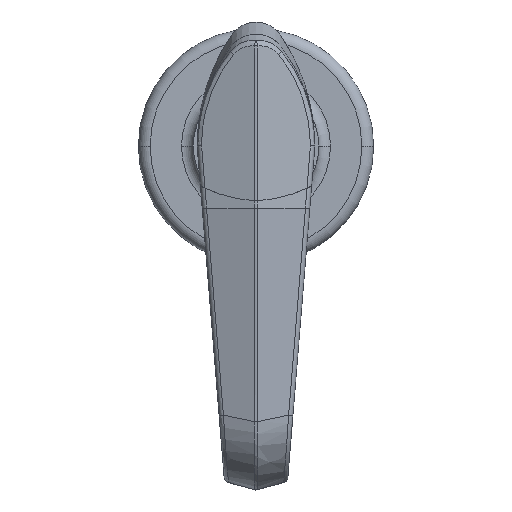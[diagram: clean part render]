
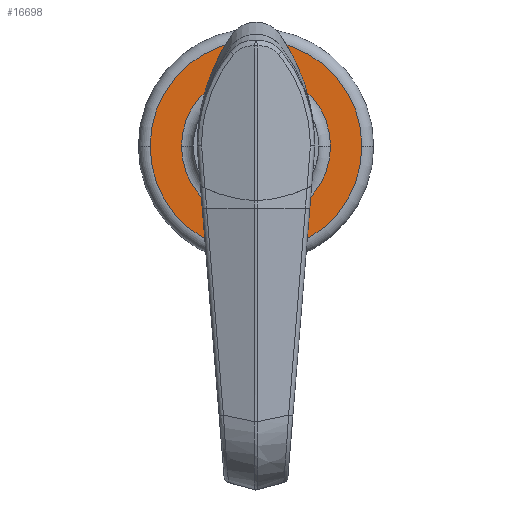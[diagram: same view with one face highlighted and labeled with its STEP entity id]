
A CAD part, top view. The second image highlights one B-rep face of the part: STEP entity #16698.
In plain terms, the highlighted planar face has unit normal (0, 0, 1).
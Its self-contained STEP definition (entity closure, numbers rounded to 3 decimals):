
#13 = FACE_BOUND ( 'NONE', #10764, .T. ) ;
#292 = CARTESIAN_POINT ( 'NONE',  ( -19., 0., 0. ) ) ;
#616 = DIRECTION ( 'NONE',  ( 0., 0., -1. ) ) ;
#1190 = VERTEX_POINT ( 'NONE', #10222 ) ;
#1316 = AXIS2_PLACEMENT_3D ( 'NONE', #6757, #5254, #10891 ) ;
#1532 = DIRECTION ( 'NONE',  ( -1., 0., 0. ) ) ;
#1629 = ORIENTED_EDGE ( 'NONE', *, *, #8803, .T. ) ;
#2370 = CARTESIAN_POINT ( 'NONE',  ( 19., 0., 0. ) ) ;
#2478 = DIRECTION ( 'NONE',  ( -1., 0., 0. ) ) ;
#2537 = VERTEX_POINT ( 'NONE', #6102 ) ;
#2550 = DIRECTION ( 'NONE',  ( -1., 0., 0. ) ) ;
#2683 = ORIENTED_EDGE ( 'NONE', *, *, #3015, .T. ) ;
#3015 = EDGE_CURVE ( 'NONE', #4113, #6489, #4966, .T. ) ;
#3206 = DIRECTION ( 'NONE',  ( -1., 0., 0. ) ) ;
#3724 = CARTESIAN_POINT ( 'NONE',  ( 0., 0., 0. ) ) ;
#4113 = VERTEX_POINT ( 'NONE', #2370 ) ;
#4184 = EDGE_CURVE ( 'NONE', #2537, #1190, #11447, .T. ) ;
#4585 = EDGE_CURVE ( 'NONE', #6489, #4113, #10130, .T. ) ;
#4966 = CIRCLE ( 'NONE', #9174, 19. ) ;
#5254 = DIRECTION ( 'NONE',  ( 0., 0., 1. ) ) ;
#5298 = DIRECTION ( 'NONE',  ( 0., 0., -1. ) ) ;
#5622 = CARTESIAN_POINT ( 'NONE',  ( 0., 0., 0. ) ) ;
#5943 = AXIS2_PLACEMENT_3D ( 'NONE', #3724, #13371, #2478 ) ;
#6102 = CARTESIAN_POINT ( 'NONE',  ( -27., 0., 0. ) ) ;
#6489 = VERTEX_POINT ( 'NONE', #292 ) ;
#6757 = CARTESIAN_POINT ( 'NONE',  ( 0., 0., 0. ) ) ;
#8803 = EDGE_CURVE ( 'NONE', #1190, #2537, #10143, .T. ) ;
#9174 = AXIS2_PLACEMENT_3D ( 'NONE', #10817, #5298, #2550 ) ;
#10130 = CIRCLE ( 'NONE', #5943, 19. ) ;
#10143 = CIRCLE ( 'NONE', #16562, 27. ) ;
#10222 = CARTESIAN_POINT ( 'NONE',  ( 27., 0., 0. ) ) ;
#10572 = ORIENTED_EDGE ( 'NONE', *, *, #4184, .T. ) ;
#10764 = EDGE_LOOP ( 'NONE', ( #14818, #2683 ) ) ;
#10817 = CARTESIAN_POINT ( 'NONE',  ( 0., 0., 0. ) ) ;
#10891 = DIRECTION ( 'NONE',  ( -1., 0., 0. ) ) ;
#11205 = DIRECTION ( 'NONE',  ( 0., 0., 1. ) ) ;
#11447 = CIRCLE ( 'NONE', #1316, 27. ) ;
#13371 = DIRECTION ( 'NONE',  ( 0., 0., -1. ) ) ;
#13694 = AXIS2_PLACEMENT_3D ( 'NONE', #14317, #616, #3206 ) ;
#14317 = CARTESIAN_POINT ( 'NONE',  ( 0., 16., 0. ) ) ;
#14378 = PLANE ( 'NONE',  #13694 ) ;
#14538 = EDGE_LOOP ( 'NONE', ( #10572, #1629 ) ) ;
#14818 = ORIENTED_EDGE ( 'NONE', *, *, #4585, .T. ) ;
#15471 = FACE_OUTER_BOUND ( 'NONE', #14538, .T. ) ;
#16562 = AXIS2_PLACEMENT_3D ( 'NONE', #5622, #11205, #1532 ) ;
#16698 = ADVANCED_FACE ( 'NONE', ( #13, #15471 ), #14378, .F. ) ;
